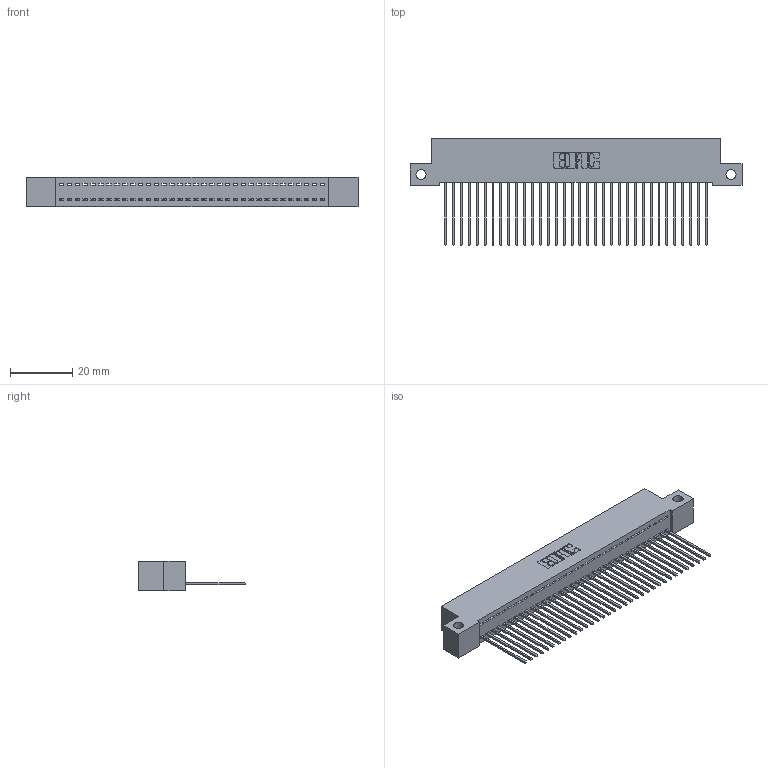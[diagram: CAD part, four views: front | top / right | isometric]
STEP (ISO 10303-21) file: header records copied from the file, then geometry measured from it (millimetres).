
FILE_DESCRIPTION (( 'STEP AP203' ), '1' );
FILE_NAME ('392-034-541-112.STEP', '2019-10-07T15:56:18', ( '' ), ( '' ), 'SwSTEP 2.0', 'SolidWorks 2016', '' );
FILE_SCHEMA (( 'CONFIG_CONTROL_DESIGN' ));
Length unit declared in the file: inch
Products named in the file (3): 342 Part_Side Mount; 345-292-001_345-293-141; 392-034-541-112
Assembly tree (35 placements, depth 2):
  392-034-541-112
    342 Part_Side Mount
    345-292-001_345-293-141  x34
Bounding box: 106.68 x 34.3 x 9.4 mm (x, y, z)
Volume: 9362.5 mm3; surface area: 14074 mm2
Topology: 35 solids, 35 shells, 2082 faces, 6283 edges, 4142 vertices
Faces by surface type: plane 1494, cylinder 588
Entity records: 21709 total; most frequent: CARTESIAN_POINT 3752, ORIENTED_EDGE 3722, DIRECTION 3181, EDGE_CURVE 1861, LINE 1733, VECTOR 1733, VERTEX_POINT 1238, AXIS2_PLACEMENT_3D 724
